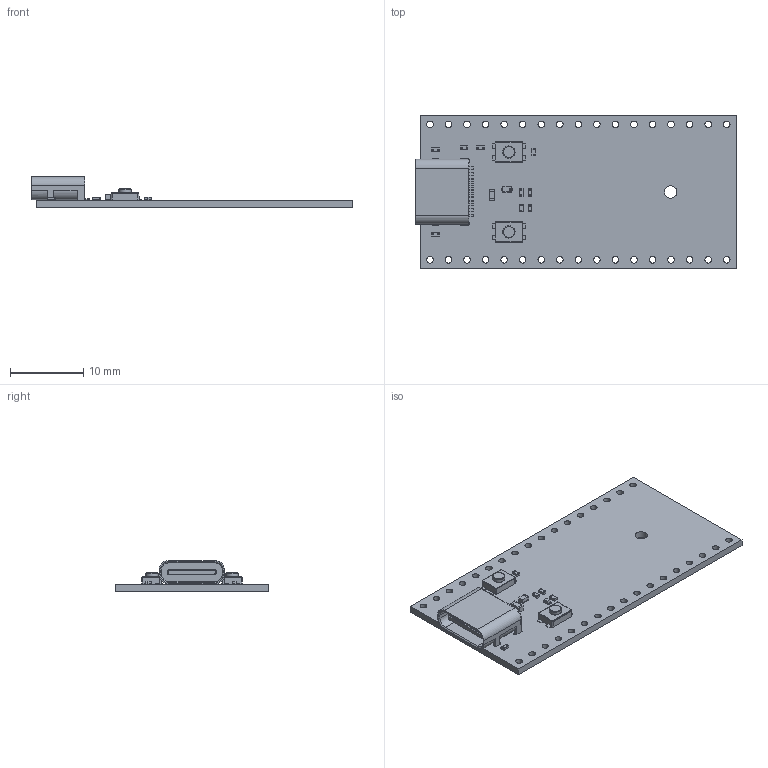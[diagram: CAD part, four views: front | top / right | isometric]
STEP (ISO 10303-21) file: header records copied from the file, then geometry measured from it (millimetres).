
FILE_DESCRIPTION(('KiCad electronic assembly'),'2;1');
FILE_NAME('NanoS3_Carrier_Empty.STEP','2023-08-02T07:19:07',('Pcbnew'),( 'Kicad'),'Open CASCADE STEP processor 7.6','KiCad to STEP converter' ,'Unknown');
FILE_SCHEMA(('AUTOMOTIVE_DESIGN { 1 0 10303 214 1 1 1 1 }'));
Length unit declared in the file: millimetre
Products named in the file (14): NanoS3_Carrier_Empty 1; BTN_KMR2_4.6X2.8_HAND; COMPOUND; D_SOD-523; SOLID; R_0402_1005Metric; C_0603_1608Metric; HRO  USB-C col 3 v5; LED_0402_1005Metric; _autosave-NanoS3_Carrier PCB
Assembly tree (21 placements, depth 3):
  NanoS3_Carrier_Empty 1
    BTN_KMR2_4.6X2.8_HAND  x2
      COMPOUND
    D_SOD-523
      SOLID
    R_0402_1005Metric  x8
      SOLID
    C_0603_1608Metric
      SOLID
    HRO  USB-C col 3 v5
      COMPOUND
    LED_0402_1005Metric
      SOLID
    _autosave-NanoS3_Carrier PCB
Bounding box: 43.94 x 21 x 4.24 mm (x, y, z)
Volume: 989.9 mm3; surface area: 2645 mm2
Topology: 26 solids, 26 shells, 853 faces, 2290 edges, 1500 vertices
Faces by surface type: plane 638, cylinder 179, bspline 24, cone 10, torus 2
Full cylindrical faces by diameter (mm): 0.5 x2, 0.75 x2, 0.9 x34, 1.665 x4, 1.7 x1
Entity records: 42789 total; most frequent: CARTESIAN_POINT 9163, DIRECTION 6035, LINE 4283, VECTOR 4283, ORIENTED_EDGE 3228, PCURVE 3228, DEFINITIONAL_REPRESENTATION 3228, EDGE_CURVE 1614
